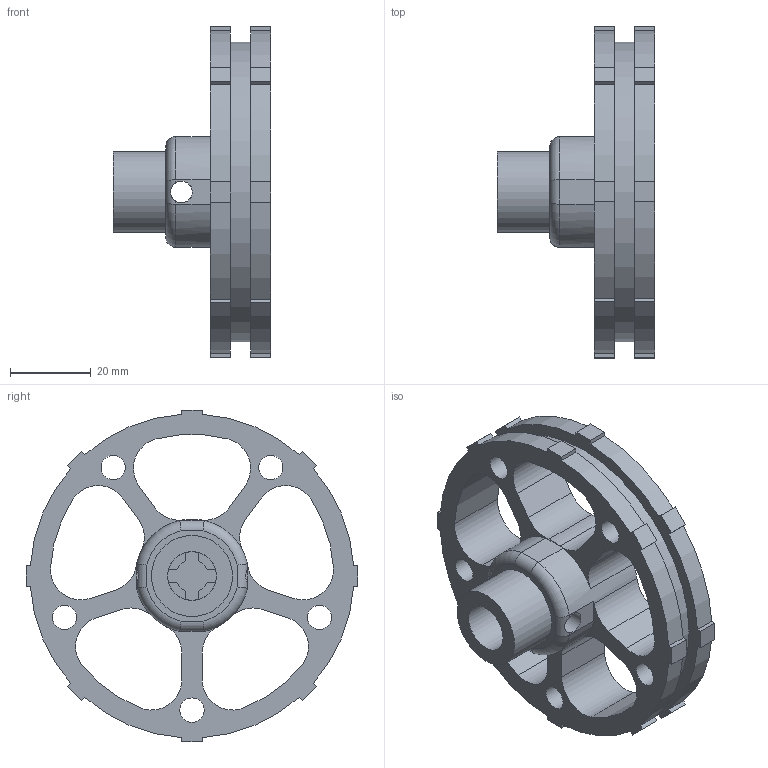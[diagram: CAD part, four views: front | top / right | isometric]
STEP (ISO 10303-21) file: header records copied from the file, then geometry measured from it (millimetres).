
FILE_DESCRIPTION(/* description */ (''),/* implementation_level */ '2;1');
FILE_NAME(/* name */ 'ADM_WHEEL.stp',/* time_stamp */ '2024-10-18T18:02:08-05:00',/* author */ ('yulio'),/* organization */ (''),/* preprocessor_version */ 'ST-DEVELOPER v20',/* originating_system */ 'Autodesk Inventor 2024',/* authorisation */ '');
FILE_SCHEMA (('AUTOMOTIVE_DESIGN { 1 0 10303 214 3 1 1 }'));
Length unit declared in the file: millimetre
Products named in the file (1): RUEDA DE PLA
Bounding box: 39 x 82 x 82 mm (x, y, z)
Volume: 40266.8 mm3; surface area: 20987.9 mm2
Topology: 1 solids, 1 shells, 149 faces, 440 edges, 291 vertices
Faces by surface type: plane 81, cylinder 64, torus 4
Full cylindrical faces by diameter (mm): 5.4 x2, 6 x5, 12 x1, 20 x1, 74 x1
Entity records: 5539 total; most frequent: CARTESIAN_POINT 1352, ORIENTED_EDGE 880, DIRECTION 865, EDGE_CURVE 440, VERTEX_POINT 291, AXIS2_PLACEMENT_3D 290, LINE 285, VECTOR 285
